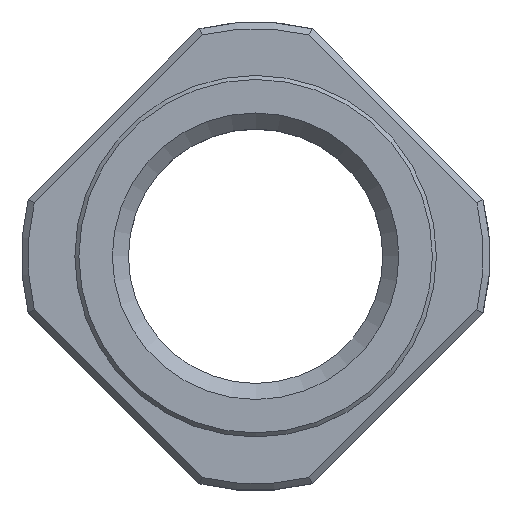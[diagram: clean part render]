
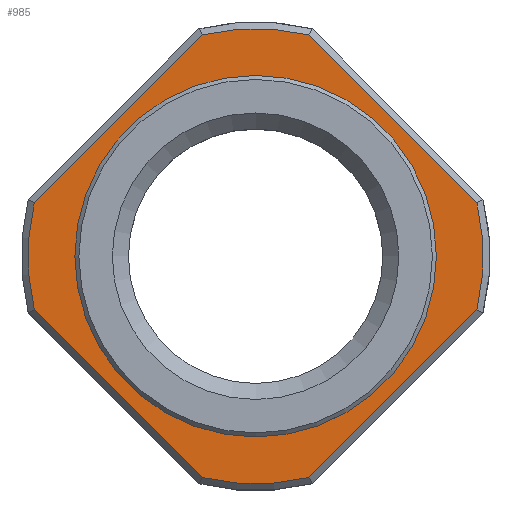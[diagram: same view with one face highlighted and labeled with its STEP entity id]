
A CAD part, top view. The second image highlights one B-rep face of the part: STEP entity #985.
In plain terms, the highlighted planar face has unit normal (0, 0, 1).
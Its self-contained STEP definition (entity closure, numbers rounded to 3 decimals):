
#2 = AXIS2_PLACEMENT_3D ( 'NONE', #120, #121, #122 ) ;
#3 = AXIS2_PLACEMENT_3D ( 'NONE', #85, #114, #115 ) ;
#4 = EDGE_CURVE ( 'NONE', #938, #938, #1324, .T. ) ;
#5 = EDGE_CURVE ( 'NONE', #83, #100, #1257, .T. ) ;
#6 = EDGE_CURVE ( 'NONE', #102, #112, #1325, .T. ) ;
#7 = EDGE_CURVE ( 'NONE', #110, #102, #1329, .T. ) ;
#8 = EDGE_CURVE ( 'NONE', #112, #83, #1331, .T. ) ;
#9 = EDGE_CURVE ( 'NONE', #111, #110, #1330, .T. ) ;
#10 = EDGE_CURVE ( 'NONE', #100, #113, #1332, .T. ) ;
#13 = EDGE_CURVE ( 'NONE', #109, #111, #1336, .T. ) ;
#14 = EDGE_CURVE ( 'NONE', #113, #109, #1335, .T. ) ;
#83 = VERTEX_POINT ( 'NONE', #619 ) ;
#84 = CARTESIAN_POINT ( 'NONE',  ( 3.978, 16.528, 10. ) ) ;
#85 = CARTESIAN_POINT ( 'NONE',  ( 0., 0., 10. ) ) ;
#100 = VERTEX_POINT ( 'NONE', #633 ) ;
#102 = VERTEX_POINT ( 'NONE', #635 ) ;
#109 = VERTEX_POINT ( 'NONE', #642 ) ;
#110 = VERTEX_POINT ( 'NONE', #643 ) ;
#111 = VERTEX_POINT ( 'NONE', #644 ) ;
#112 = VERTEX_POINT ( 'NONE', #645 ) ;
#113 = VERTEX_POINT ( 'NONE', #646 ) ;
#114 = DIRECTION ( 'NONE',  ( 0., 0., 1. ) ) ;
#115 = DIRECTION ( 'NONE',  ( 0., -1., 0. ) ) ;
#116 = CARTESIAN_POINT ( 'NONE',  ( -3.978, -16.528, 10. ) ) ;
#117 = DIRECTION ( 'NONE',  ( -0.707, 0.707, 0. ) ) ;
#118 = CARTESIAN_POINT ( 'NONE',  ( 16.528, -3.978, 10. ) ) ;
#119 = DIRECTION ( 'NONE',  ( -0.707, -0.707, 0. ) ) ;
#120 = CARTESIAN_POINT ( 'NONE',  ( 0., 0., 10. ) ) ;
#121 = DIRECTION ( 'NONE',  ( 0., 0., -1. ) ) ;
#122 = DIRECTION ( 'NONE',  ( 0., 1., 0. ) ) ;
#123 = CARTESIAN_POINT ( 'NONE',  ( 0., 0., 10. ) ) ;
#124 = DIRECTION ( 'NONE',  ( 0., 0., -1. ) ) ;
#125 = DIRECTION ( 'NONE',  ( 0., 1., 0. ) ) ;
#127 = DIRECTION ( 'NONE',  ( 0.707, -0.707, 0. ) ) ;
#128 = CARTESIAN_POINT ( 'NONE',  ( 0., 0., 10. ) ) ;
#129 = DIRECTION ( 'NONE',  ( 0., 0., -1. ) ) ;
#130 = DIRECTION ( 'NONE',  ( 0., 1., 0. ) ) ;
#132 = CARTESIAN_POINT ( 'NONE',  ( 0., 0., 10. ) ) ;
#135 = CARTESIAN_POINT ( 'NONE',  ( -16.528, 3.978, 10. ) ) ;
#138 = DIRECTION ( 'NONE',  ( 0., 0., -1. ) ) ;
#139 = DIRECTION ( 'NONE',  ( 0., 1., 0. ) ) ;
#141 = DIRECTION ( 'NONE',  ( 0.707, 0.707, 0. ) ) ;
#619 = CARTESIAN_POINT ( 'NONE',  ( -3.978, -16.528, 10. ) ) ;
#633 = CARTESIAN_POINT ( 'NONE',  ( -16.528, -3.978, 10. ) ) ;
#635 = CARTESIAN_POINT ( 'NONE',  ( 16.528, -3.978, 10. ) ) ;
#642 = CARTESIAN_POINT ( 'NONE',  ( -3.978, 16.528, 10. ) ) ;
#643 = CARTESIAN_POINT ( 'NONE',  ( 16.528, 3.978, 10. ) ) ;
#644 = CARTESIAN_POINT ( 'NONE',  ( 3.978, 16.528, 10. ) ) ;
#645 = CARTESIAN_POINT ( 'NONE',  ( 3.978, -16.528, 10. ) ) ;
#646 = CARTESIAN_POINT ( 'NONE',  ( -16.528, 3.978, 10. ) ) ;
#653 = CARTESIAN_POINT ( 'NONE',  ( 0., 17.5, 10. ) ) ;
#654 = PLANE ( 'NONE',  #1053 ) ;
#655 = DIRECTION ( 'NONE',  ( 0., 0., -1. ) ) ;
#656 = DIRECTION ( 'NONE',  ( 0., 1., 0. ) ) ;
#938 = VERTEX_POINT ( 'NONE', #940 ) ;
#940 = CARTESIAN_POINT ( 'NONE',  ( 0., -13.5, 10. ) ) ;
#985 = ADVANCED_FACE ( 'NONE', ( #1390, #1396 ), #654, .F. ) ;
#1029 = AXIS2_PLACEMENT_3D ( 'NONE', #128, #129, #130 ) ;
#1030 = AXIS2_PLACEMENT_3D ( 'NONE', #123, #124, #125 ) ;
#1036 = AXIS2_PLACEMENT_3D ( 'NONE', #132, #138, #139 ) ;
#1053 = AXIS2_PLACEMENT_3D ( 'NONE', #653, #655, #656 ) ;
#1123 = EDGE_LOOP ( 'NONE', ( #1215, #1214, #1213, #1212, #1211, #1217, #1218, #1219 ) ) ;
#1131 = EDGE_LOOP ( 'NONE', ( #1216 ) ) ;
#1211 = ORIENTED_EDGE ( 'NONE', *, *, #7, .F. ) ;
#1212 = ORIENTED_EDGE ( 'NONE', *, *, #6, .F. ) ;
#1213 = ORIENTED_EDGE ( 'NONE', *, *, #8, .F. ) ;
#1214 = ORIENTED_EDGE ( 'NONE', *, *, #5, .F. ) ;
#1215 = ORIENTED_EDGE ( 'NONE', *, *, #10, .F. ) ;
#1216 = ORIENTED_EDGE ( 'NONE', *, *, #4, .F. ) ;
#1217 = ORIENTED_EDGE ( 'NONE', *, *, #9, .F. ) ;
#1218 = ORIENTED_EDGE ( 'NONE', *, *, #13, .F. ) ;
#1219 = ORIENTED_EDGE ( 'NONE', *, *, #14, .F. ) ;
#1257 = LINE ( 'NONE', #116, #1323 ) ;
#1322 = VECTOR ( 'NONE', #119, 1000. ) ;
#1323 = VECTOR ( 'NONE', #117, 1000. ) ;
#1324 = CIRCLE ( 'NONE', #3, 13.5 ) ;
#1325 = LINE ( 'NONE', #118, #1322 ) ;
#1327 = VECTOR ( 'NONE', #127, 1000. ) ;
#1328 = VECTOR ( 'NONE', #141, 1000. ) ;
#1329 = CIRCLE ( 'NONE', #2, 17. ) ;
#1330 = LINE ( 'NONE', #84, #1327 ) ;
#1331 = CIRCLE ( 'NONE', #1030, 17. ) ;
#1332 = CIRCLE ( 'NONE', #1029, 17. ) ;
#1335 = LINE ( 'NONE', #135, #1328 ) ;
#1336 = CIRCLE ( 'NONE', #1036, 17. ) ;
#1390 = FACE_BOUND ( 'NONE', #1131, .T. ) ;
#1396 = FACE_OUTER_BOUND ( 'NONE', #1123, .T. ) ;
